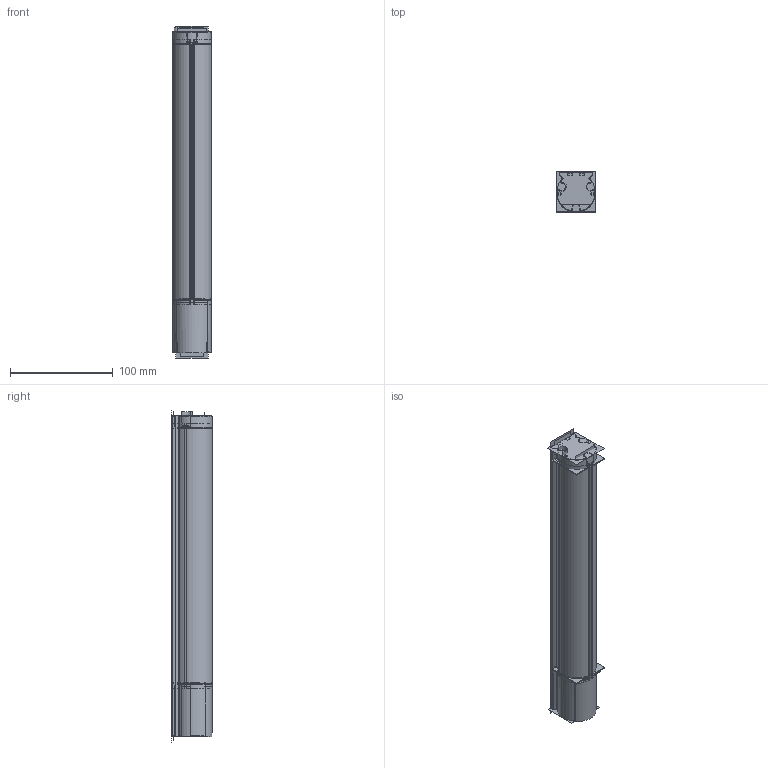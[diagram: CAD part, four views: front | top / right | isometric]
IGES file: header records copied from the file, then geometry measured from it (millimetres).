
Start section:  PTC IGES file: 231345_sm01.igs
Global section: file name: 231345_sm01.igs; native system: Creo Parametric by PTC Inc.; preprocessor: 2022414; author: banengservice; organization: Unknown; date: 20240610.140754; units: millimetre
Bounding box: 38.26 x 39.91 x 323.47 mm (x, y, z)
Volume: 346349.7 mm3; surface area: 351834.5 mm2
Topology: 1 solids, 1 shells, 3450 faces, 20602 edges, 26361 vertices
Faces by surface type: revolution 1892, bspline 1558
